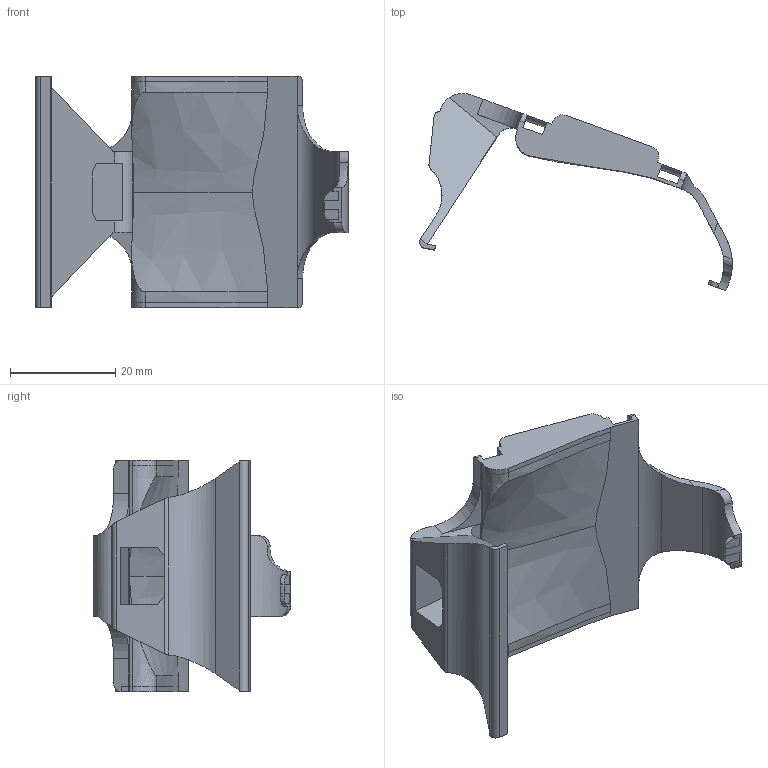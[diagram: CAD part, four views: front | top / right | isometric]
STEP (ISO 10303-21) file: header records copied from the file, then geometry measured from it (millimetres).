
FILE_DESCRIPTION(/* description */ (''),/* implementation_level */ '2;1');
FILE_NAME(/* name */ 'ps_controller_mount v4.step',/* time_stamp */ '2023-11-22T13:04:38+01:00',/* author */ (''),/* organization */ (''),/* preprocessor_version */ 'ST-DEVELOPER v20',/* originating_system */ 'Autodesk Translation Framework v12.14.0.127',/* authorisation */ '');
FILE_SCHEMA (('AUTOMOTIVE_DESIGN { 1 0 10303 214 3 1 1 }'));
Length unit declared in the file: millimetre
Products named in the file (1): ps_controller_mount
Bounding box: 59.53 x 37.52 x 44 mm (x, y, z)
Volume: 8708.4 mm3; surface area: 8473.1 mm2
Topology: 1 solids, 1 shells, 176 faces, 513 edges, 332 vertices
Faces by surface type: plane 119, cylinder 32, bspline 23, cone 2
Entity records: 7241 total; most frequent: CARTESIAN_POINT 2648, ORIENTED_EDGE 1026, DIRECTION 858, EDGE_CURVE 513, LINE 380, VECTOR 380, VERTEX_POINT 332, AXIS2_PLACEMENT_3D 239
